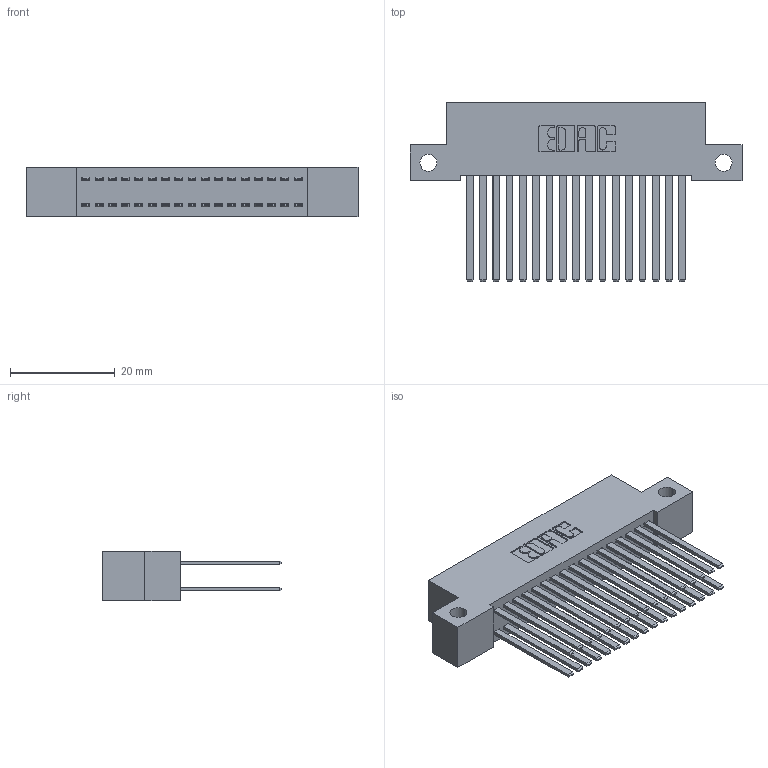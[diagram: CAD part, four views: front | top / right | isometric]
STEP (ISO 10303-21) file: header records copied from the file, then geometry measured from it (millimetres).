
FILE_DESCRIPTION (( 'STEP AP203' ), '1' );
FILE_NAME ('342-034-544-212.STEP', '2018-08-11T18:51:29', ( '' ), ( '' ), 'SwSTEP 2.0', 'SolidWorks 2016', '' );
FILE_SCHEMA (( 'CONFIG_CONTROL_DESIGN' ));
Length unit declared in the file: inch
Products named in the file (3): 342-034-544-212; 342 Part_Side Mount; 345-292-001_345-293-144
Assembly tree (35 placements, depth 2):
  342-034-544-212
    342 Part_Side Mount
    345-292-001_345-293-144  x34
Bounding box: 63.5 x 34.3 x 9.4 mm (x, y, z)
Volume: 5989.8 mm3; surface area: 10294.1 mm2
Topology: 35 solids, 35 shells, 1674 faces, 4957 edges, 3258 vertices
Faces by surface type: plane 1154, cylinder 520
Entity records: 13857 total; most frequent: CARTESIAN_POINT 2322, ORIENTED_EDGE 2258, DIRECTION 2025, EDGE_CURVE 1129, LINE 1005, VECTOR 1005, VERTEX_POINT 750, AXIS2_PLACEMENT_3D 510
